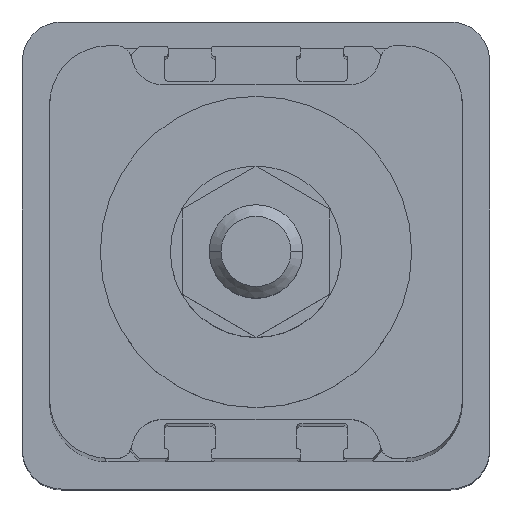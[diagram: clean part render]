
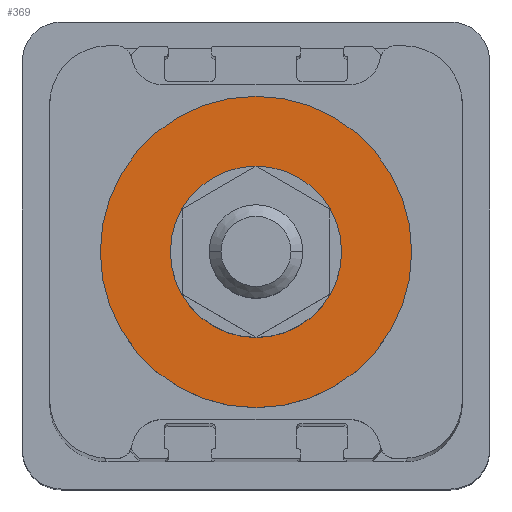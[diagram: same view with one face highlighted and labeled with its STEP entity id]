
A CAD part, top view. The second image highlights one B-rep face of the part: STEP entity #369.
In plain terms, the highlighted planar face has unit normal (0, 0, 1).
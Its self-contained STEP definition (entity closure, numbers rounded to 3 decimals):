
#369 = ADVANCED_FACE ( 'NONE', ( #838, #853 ), #2336, .T. ) ;
#838 = FACE_BOUND ( 'NONE', #3340, .T. ) ;
#853 = FACE_OUTER_BOUND ( 'NONE', #3290, .T. ) ;
#922 = DIRECTION ( 'NONE',  ( 1., 0., 0. ) ) ;
#923 = CARTESIAN_POINT ( 'NONE',  ( 0., 0., 240. ) ) ;
#1020 = EDGE_CURVE ( 'NONE', #2654, #1877, #5707, .T. ) ;
#1027 = EDGE_CURVE ( 'NONE', #4743, #2119, #5738, .T. ) ;
#1121 = DIRECTION ( 'NONE',  ( 0., 0., 1. ) ) ;
#1385 = CARTESIAN_POINT ( 'NONE',  ( -11., 0., 240. ) ) ;
#1648 = CARTESIAN_POINT ( 'NONE',  ( 0., 0., 240. ) ) ;
#1725 = DIRECTION ( 'NONE',  ( 1., 0., 0. ) ) ;
#1735 = CARTESIAN_POINT ( 'NONE',  ( 0., 0., 240. ) ) ;
#1743 = AXIS2_PLACEMENT_3D ( 'NONE', #923, #1121, #922 ) ;
#1766 = DIRECTION ( 'NONE',  ( 0., 0., 1. ) ) ;
#1767 = CARTESIAN_POINT ( 'NONE',  ( -20., 0., 240. ) ) ;
#1779 = AXIS2_PLACEMENT_3D ( 'NONE', #1735, #1766, #1725 ) ;
#1840 = ORIENTED_EDGE ( 'NONE', *, *, #1027, .F. ) ;
#1877 = VERTEX_POINT ( 'NONE', #3384 ) ;
#1881 = ORIENTED_EDGE ( 'NONE', *, *, #5739, .F. ) ;
#1974 = ORIENTED_EDGE ( 'NONE', *, *, #1020, .T. ) ;
#2119 = VERTEX_POINT ( 'NONE', #3052 ) ;
#2158 = CIRCLE ( 'NONE', #1743, 20. ) ;
#2252 = CIRCLE ( 'NONE', #1779, 11. ) ;
#2324 = CARTESIAN_POINT ( 'NONE',  ( 0., 0., 240. ) ) ;
#2336 = PLANE ( 'NONE',  #5283 ) ;
#2353 = DIRECTION ( 'NONE',  ( 0., 0., 1. ) ) ;
#2373 = DIRECTION ( 'NONE',  ( 1., 0., 0. ) ) ;
#2376 = DIRECTION ( 'NONE',  ( 0., 0., 1. ) ) ;
#2382 = DIRECTION ( 'NONE',  ( 1., 0., 0. ) ) ;
#2457 = DIRECTION ( 'NONE',  ( 1., 0., 0. ) ) ;
#2478 = CARTESIAN_POINT ( 'NONE',  ( 0., 0., 240. ) ) ;
#2502 = DIRECTION ( 'NONE',  ( 0., 0., 1. ) ) ;
#2654 = VERTEX_POINT ( 'NONE', #1767 ) ;
#2769 = ORIENTED_EDGE ( 'NONE', *, *, #5777, .T. ) ;
#3052 = CARTESIAN_POINT ( 'NONE',  ( 11., 0., 240. ) ) ;
#3290 = EDGE_LOOP ( 'NONE', ( #1974, #2769 ) ) ;
#3340 = EDGE_LOOP ( 'NONE', ( #1840, #1881 ) ) ;
#3384 = CARTESIAN_POINT ( 'NONE',  ( 20., 0., 240. ) ) ;
#4743 = VERTEX_POINT ( 'NONE', #1385 ) ;
#4774 = AXIS2_PLACEMENT_3D ( 'NONE', #2478, #2502, #2457 ) ;
#4777 = AXIS2_PLACEMENT_3D ( 'NONE', #1648, #2376, #2382 ) ;
#5283 = AXIS2_PLACEMENT_3D ( 'NONE', #2324, #2353, #2373 ) ;
#5707 = CIRCLE ( 'NONE', #4777, 20. ) ;
#5738 = CIRCLE ( 'NONE', #4774, 11. ) ;
#5739 = EDGE_CURVE ( 'NONE', #2119, #4743, #2252, .T. ) ;
#5777 = EDGE_CURVE ( 'NONE', #1877, #2654, #2158, .T. ) ;
